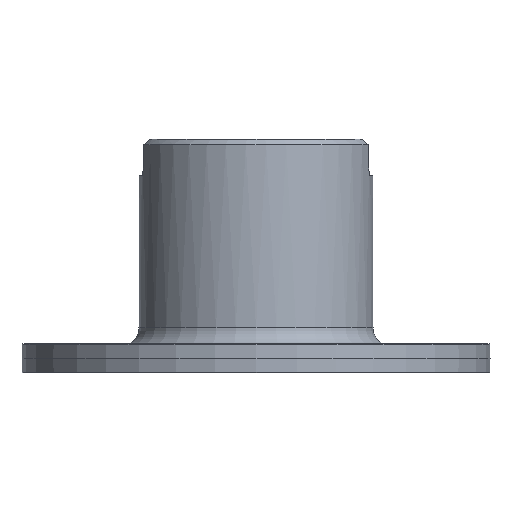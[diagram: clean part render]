
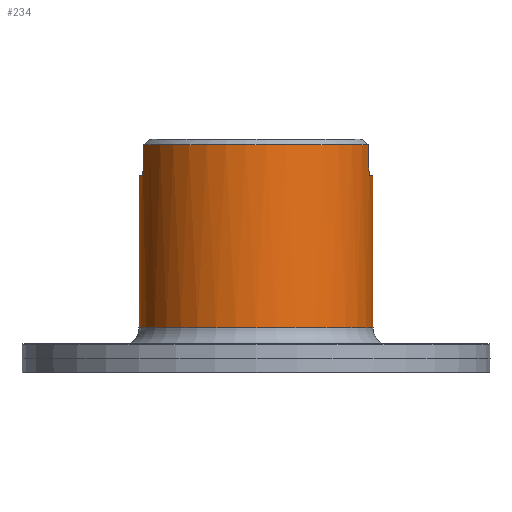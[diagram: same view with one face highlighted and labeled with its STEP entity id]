
A CAD part, left-side view. The second image highlights one B-rep face of the part: STEP entity #234.
In plain terms, the highlighted cylindrical face has radius 20 mm (diameter 40 mm), a full revolution.
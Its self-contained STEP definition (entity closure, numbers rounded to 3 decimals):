
#92=CYLINDRICAL_SURFACE('',#889,20.);
#107=FACE_BOUND('',#334,.T.);
#108=FACE_BOUND('',#335,.T.);
#198=B_SPLINE_CURVE_WITH_KNOTS('',3,(#1243,#1244,#1245,#1246,#1247,#1248,
#1249,#1250,#1251,#1252,#1253,#1254,#1255,#1256,#1257,#1258),
 .UNSPECIFIED.,.F.,.F.,(4,3,3,3,3,4),(0.,0.222,0.444,
0.665,0.88,1.),.UNSPECIFIED.);
#199=B_SPLINE_CURVE_WITH_KNOTS('',3,(#1267,#1268,#1269,#1270,#1271,#1272,
#1273,#1274,#1275,#1276,#1277,#1278,#1279,#1280,#1281,#1282),
 .UNSPECIFIED.,.F.,.F.,(4,3,3,3,3,4),(0.,0.207,0.413,
0.624,0.84,1.),.UNSPECIFIED.);
#200=B_SPLINE_CURVE_WITH_KNOTS('',3,(#1286,#1287,#1288,#1289,#1290,#1291,
#1292,#1293,#1294,#1295,#1296,#1297,#1298,#1299,#1300,#1301),
 .UNSPECIFIED.,.F.,.F.,(4,3,3,3,3,4),(0.,0.222,0.444,
0.665,0.88,1.),.UNSPECIFIED.);
#201=B_SPLINE_CURVE_WITH_KNOTS('',3,(#1306,#1307,#1308,#1309,#1310,#1311,
#1312,#1313,#1314,#1315,#1316,#1317,#1318,#1319,#1320,#1321),
 .UNSPECIFIED.,.F.,.F.,(4,3,3,3,3,4),(0.,0.207,0.413,
0.624,0.84,1.),.UNSPECIFIED.);
#234=ADVANCED_FACE('',(#107,#108),#92,.T.);
#334=EDGE_LOOP('',(#494,#495,#496,#497,#498,#499,#500,#501,#502,#503,#504,
#505));
#335=EDGE_LOOP('',(#506));
#427=CIRCLE('',#872,20.);
#435=CIRCLE('',#885,20.);
#436=CIRCLE('',#886,20.);
#437=CIRCLE('',#887,20.);
#438=CIRCLE('',#888,20.);
#494=ORIENTED_EDGE('',*,*,#745,.T.);
#495=ORIENTED_EDGE('',*,*,#746,.T.);
#496=ORIENTED_EDGE('',*,*,#747,.T.);
#497=ORIENTED_EDGE('',*,*,#748,.T.);
#498=ORIENTED_EDGE('',*,*,#749,.T.);
#499=ORIENTED_EDGE('',*,*,#750,.T.);
#500=ORIENTED_EDGE('',*,*,#751,.T.);
#501=ORIENTED_EDGE('',*,*,#752,.T.);
#502=ORIENTED_EDGE('',*,*,#734,.T.);
#503=ORIENTED_EDGE('',*,*,#753,.T.);
#504=ORIENTED_EDGE('',*,*,#754,.T.);
#505=ORIENTED_EDGE('',*,*,#755,.T.);
#506=ORIENTED_EDGE('',*,*,#756,.T.);
#662=VERTEX_POINT('',#1206);
#664=VERTEX_POINT('',#1209);
#674=VERTEX_POINT('',#1259);
#675=VERTEX_POINT('',#1260);
#676=VERTEX_POINT('',#1262);
#677=VERTEX_POINT('',#1264);
#678=VERTEX_POINT('',#1266);
#679=VERTEX_POINT('',#1283);
#680=VERTEX_POINT('',#1285);
#681=VERTEX_POINT('',#1302);
#682=VERTEX_POINT('',#1305);
#683=VERTEX_POINT('',#1322);
#684=VERTEX_POINT('',#1325);
#734=EDGE_CURVE('',#664,#662,#427,.T.);
#745=EDGE_CURVE('',#674,#675,#198,.T.);
#746=EDGE_CURVE('',#675,#676,#822,.T.);
#747=EDGE_CURVE('',#676,#677,#435,.T.);
#748=EDGE_CURVE('',#677,#678,#823,.T.);
#749=EDGE_CURVE('',#678,#679,#199,.T.);
#750=EDGE_CURVE('',#679,#680,#436,.T.);
#751=EDGE_CURVE('',#680,#681,#200,.T.);
#752=EDGE_CURVE('',#681,#664,#824,.T.);
#753=EDGE_CURVE('',#662,#682,#825,.T.);
#754=EDGE_CURVE('',#682,#683,#201,.T.);
#755=EDGE_CURVE('',#683,#674,#437,.T.);
#756=EDGE_CURVE('',#684,#684,#438,.T.);
#822=LINE('',#1261,#846);
#823=LINE('',#1265,#847);
#824=LINE('',#1303,#848);
#825=LINE('',#1304,#849);
#846=VECTOR('',#998,1.);
#847=VECTOR('',#1001,1.);
#848=VECTOR('',#1004,1.);
#849=VECTOR('',#1005,1.);
#872=AXIS2_PLACEMENT_3D('',#1208,#972,#973);
#885=AXIS2_PLACEMENT_3D('',#1263,#999,#1000);
#886=AXIS2_PLACEMENT_3D('',#1284,#1002,#1003);
#887=AXIS2_PLACEMENT_3D('',#1323,#1006,#1007);
#888=AXIS2_PLACEMENT_3D('',#1324,#1008,#1009);
#889=AXIS2_PLACEMENT_3D('',#1326,#1010,#1011);
#972=DIRECTION('',(0.,0.,-1.));
#973=DIRECTION('',(1.,0.,0.));
#998=DIRECTION('',(0.,0.,1.));
#999=DIRECTION('',(0.,0.,-1.));
#1000=DIRECTION('',(1.,0.,0.));
#1001=DIRECTION('',(0.,0.,-1.));
#1002=DIRECTION('',(0.,0.,-1.));
#1003=DIRECTION('',(1.,0.,0.));
#1004=DIRECTION('',(0.,0.,1.));
#1005=DIRECTION('',(0.,0.,-1.));
#1006=DIRECTION('',(0.,0.,-1.));
#1007=DIRECTION('',(1.,0.,0.));
#1008=DIRECTION('',(0.,0.,1.));
#1009=DIRECTION('',(1.,0.,0.));
#1010=DIRECTION('',(0.,0.,-1.));
#1011=DIRECTION('',(1.,0.,0.));
#1206=CARTESIAN_POINT('',(5.2,-19.312,-1.));
#1208=CARTESIAN_POINT('',(0.,0.,-1.));
#1209=CARTESIAN_POINT('',(5.2,19.312,-1.));
#1243=CARTESIAN_POINT('',(-4.2,-19.554,-6.3));
#1244=CARTESIAN_POINT('',(-4.315,-19.529,-6.3));
#1245=CARTESIAN_POINT('',(-4.43,-19.503,-6.28));
#1246=CARTESIAN_POINT('',(-4.538,-19.478,-6.241));
#1247=CARTESIAN_POINT('',(-4.646,-19.453,-6.202));
#1248=CARTESIAN_POINT('',(-4.748,-19.428,-6.144));
#1249=CARTESIAN_POINT('',(-4.837,-19.406,-6.071));
#1250=CARTESIAN_POINT('',(-4.925,-19.384,-5.998));
#1251=CARTESIAN_POINT('',(-5.002,-19.364,-5.908));
#1252=CARTESIAN_POINT('',(-5.061,-19.349,-5.809));
#1253=CARTESIAN_POINT('',(-5.118,-19.334,-5.712));
#1254=CARTESIAN_POINT('',(-5.16,-19.323,-5.603));
#1255=CARTESIAN_POINT('',(-5.181,-19.317,-5.492));
#1256=CARTESIAN_POINT('',(-5.194,-19.314,-5.429));
#1257=CARTESIAN_POINT('',(-5.2,-19.312,-5.364));
#1258=CARTESIAN_POINT('',(-5.2,-19.312,-5.3));
#1259=CARTESIAN_POINT('',(-4.2,-19.554,-6.3));
#1260=CARTESIAN_POINT('',(-5.2,-19.312,-5.3));
#1261=CARTESIAN_POINT('',(-5.2,-19.312,-1.317));
#1262=CARTESIAN_POINT('',(-5.2,-19.312,-1.));
#1263=CARTESIAN_POINT('',(0.,0.,-1.));
#1264=CARTESIAN_POINT('',(-5.2,19.312,-1.));
#1265=CARTESIAN_POINT('',(-5.2,19.312,-1.317));
#1266=CARTESIAN_POINT('',(-5.2,19.312,-5.3));
#1267=CARTESIAN_POINT('',(-5.2,19.312,-5.3));
#1268=CARTESIAN_POINT('',(-5.2,19.312,-5.409));
#1269=CARTESIAN_POINT('',(-5.182,19.317,-5.52));
#1270=CARTESIAN_POINT('',(-5.146,19.327,-5.623));
#1271=CARTESIAN_POINT('',(-5.111,19.336,-5.726));
#1272=CARTESIAN_POINT('',(-5.059,19.35,-5.824));
#1273=CARTESIAN_POINT('',(-4.993,19.367,-5.909));
#1274=CARTESIAN_POINT('',(-4.926,19.384,-5.996));
#1275=CARTESIAN_POINT('',(-4.844,19.405,-6.073));
#1276=CARTESIAN_POINT('',(-4.753,19.427,-6.133));
#1277=CARTESIAN_POINT('',(-4.66,19.45,-6.195));
#1278=CARTESIAN_POINT('',(-4.555,19.475,-6.242));
#1279=CARTESIAN_POINT('',(-4.447,19.499,-6.269));
#1280=CARTESIAN_POINT('',(-4.366,19.518,-6.29));
#1281=CARTESIAN_POINT('',(-4.283,19.536,-6.3));
#1282=CARTESIAN_POINT('',(-4.2,19.554,-6.3));
#1283=CARTESIAN_POINT('',(-4.2,19.554,-6.3));
#1284=CARTESIAN_POINT('',(0.,0.,-6.3));
#1285=CARTESIAN_POINT('',(4.2,19.554,-6.3));
#1286=CARTESIAN_POINT('',(4.2,19.554,-6.3));
#1287=CARTESIAN_POINT('',(4.315,19.529,-6.3));
#1288=CARTESIAN_POINT('',(4.43,19.503,-6.28));
#1289=CARTESIAN_POINT('',(4.538,19.478,-6.241));
#1290=CARTESIAN_POINT('',(4.646,19.453,-6.202));
#1291=CARTESIAN_POINT('',(4.748,19.428,-6.144));
#1292=CARTESIAN_POINT('',(4.837,19.406,-6.071));
#1293=CARTESIAN_POINT('',(4.925,19.384,-5.998));
#1294=CARTESIAN_POINT('',(5.002,19.364,-5.908));
#1295=CARTESIAN_POINT('',(5.061,19.349,-5.809));
#1296=CARTESIAN_POINT('',(5.118,19.334,-5.712));
#1297=CARTESIAN_POINT('',(5.16,19.323,-5.603));
#1298=CARTESIAN_POINT('',(5.181,19.317,-5.492));
#1299=CARTESIAN_POINT('',(5.194,19.314,-5.429));
#1300=CARTESIAN_POINT('',(5.2,19.312,-5.364));
#1301=CARTESIAN_POINT('',(5.2,19.312,-5.3));
#1302=CARTESIAN_POINT('',(5.2,19.312,-5.3));
#1303=CARTESIAN_POINT('',(5.2,19.312,-1.317));
#1304=CARTESIAN_POINT('',(5.2,-19.312,-1.317));
#1305=CARTESIAN_POINT('',(5.2,-19.312,-5.3));
#1306=CARTESIAN_POINT('',(5.2,-19.312,-5.3));
#1307=CARTESIAN_POINT('',(5.2,-19.312,-5.409));
#1308=CARTESIAN_POINT('',(5.182,-19.317,-5.52));
#1309=CARTESIAN_POINT('',(5.146,-19.327,-5.623));
#1310=CARTESIAN_POINT('',(5.111,-19.336,-5.726));
#1311=CARTESIAN_POINT('',(5.059,-19.35,-5.824));
#1312=CARTESIAN_POINT('',(4.993,-19.367,-5.909));
#1313=CARTESIAN_POINT('',(4.926,-19.384,-5.996));
#1314=CARTESIAN_POINT('',(4.844,-19.405,-6.073));
#1315=CARTESIAN_POINT('',(4.753,-19.427,-6.133));
#1316=CARTESIAN_POINT('',(4.66,-19.45,-6.195));
#1317=CARTESIAN_POINT('',(4.555,-19.475,-6.242));
#1318=CARTESIAN_POINT('',(4.447,-19.499,-6.269));
#1319=CARTESIAN_POINT('',(4.366,-19.518,-6.29));
#1320=CARTESIAN_POINT('',(4.283,-19.536,-6.3));
#1321=CARTESIAN_POINT('',(4.2,-19.554,-6.3));
#1322=CARTESIAN_POINT('',(4.2,-19.554,-6.3));
#1323=CARTESIAN_POINT('',(0.,0.,-6.3));
#1324=CARTESIAN_POINT('',(0.,0.,-32.3));
#1325=CARTESIAN_POINT('',(20.,0.,-32.3));
#1326=CARTESIAN_POINT('',(0.,0.,-1.317));
